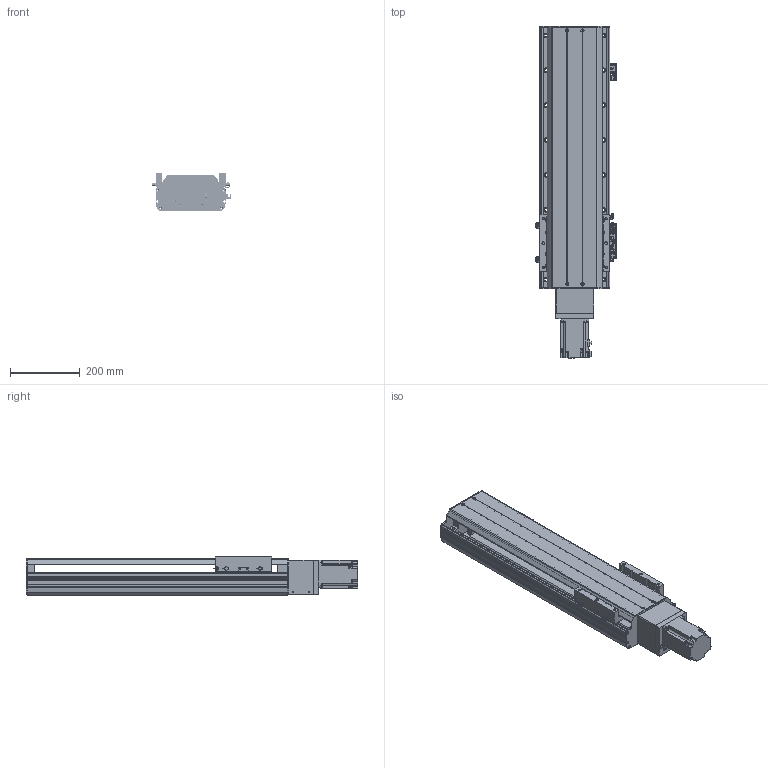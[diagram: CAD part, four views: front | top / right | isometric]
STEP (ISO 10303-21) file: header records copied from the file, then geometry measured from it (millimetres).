
FILE_DESCRIPTION(/* description */ ('MANUFACTURE'),/* implementation_level */ '2;1');
FILE_NAME(/* name */ 'HG200-S70-N-0500-R10.stp',/* time_stamp */ '2024-02-23T11:18:42+09:00',/* author */ ('User'),/* organization */ (''),/* preprocessor_version */ 'ST-DEVELOPER v18.1',/* originating_system */ 'Autodesk Inventor 2022',/* authorisation */ 'LIP');
FILE_SCHEMA (('AUTOMOTIVE_DESIGN { 1 0 10303 214 3 1 1 }'));
Products named in the file (19): HR200-S70-W0500-R10; HR200 S BASE-개선; HR180 FRONT BLOCK; HR180 FRONT BLOCK_1; HR200 FRONT COVER; HR120 STOPPER; HR200 SENSOR DOG; HR200 S UPCOVER; hsr_ftht_A-M6F_grease_nipple_joint; NIPPLE CAP(신규); SDWC-54C; HR200 FRONT COVER_1; HR200 TABLE (W,N); COUPLING COVER 400W-R1; hg-kr73_; HG200 S MOTOR PLATE-M; HG200 S MOTOR PLATE-B; SENSOR BRK(EE-SX674A); EE_SX674A
Assembly tree (31 placements, depth 2):
  HR200-S70-W0500-R10
    HR200 S BASE-개선
    HR180 FRONT BLOCK
    HR180 FRONT BLOCK_1
    HR200 FRONT COVER
    HR120 STOPPER  x2
    HR200 SENSOR DOG
    SENSOR BRK(EE-SX674A)  x3
    EE_SX674A  x3
    HR200 S UPCOVER
    NIPPLE CAP(신규)  x5
    hsr_ftht_A-M6F_grease_nipple_joint  x5
    SDWC-54C
    HR200 FRONT COVER_1
    HR200 TABLE (W,N)
    COUPLING COVER 400W-R1
    hg-kr73_
    HG200 S MOTOR PLATE-M
    HG200 S MOTOR PLATE-B
Bounding box: 230.96 x 952 x 109 mm (x, y, z)
Volume: 5975302.7 mm3; surface area: 1530774.8 mm2
Topology: 31 solids, 49 shells, 2602 faces, 7032 edges, 4579 vertices
Faces by surface type: plane 1185, cylinder 936, cone 295, torus 122, sphere 40, bspline 24
Full cylindrical faces by diameter (mm): 2.459 x26, 3 x12, 3.242 x18, 3.3 x8, 3.5 x6, 4 x26, 4.134 x8, 4.2 x6, 4.5 x18, 4.917 x54, 5 x30, 5.34 x8, 5.35 x8, 5.4 x16, 5.5 x4, 5.6 x5, 5.9 x4, 6 x9, 6.5 x10, 6.6 x32, 6.647 x26, 7 x12, 7.6 x4, 8 x4, 8.5 x4, 9 x48, 9.85 x8, 10 x1, 11 x32, 14 x16
Entity records: 69538 total; most frequent: CARTESIAN_POINT 14716, DIRECTION 11495, ORIENTED_EDGE 10864, EDGE_CURVE 5432, AXIS2_PLACEMENT_3D 4288, VERTEX_POINT 3607, LINE 2919, VECTOR 2919
